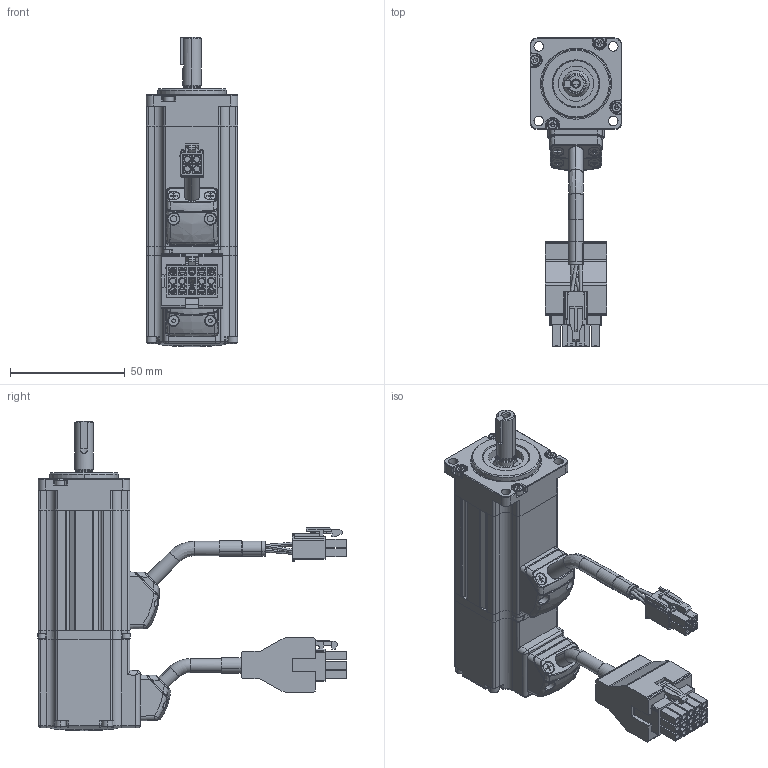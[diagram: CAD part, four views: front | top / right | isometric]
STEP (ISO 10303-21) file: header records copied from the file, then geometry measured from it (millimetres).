
FILE_DESCRIPTION (( 'STEP AP203' ), '1' );
FILE_NAME ('SM0402AE2-KCD-NNV15(-A).STEP', '2014-12-17T01:34:32', ( '' ), ( '' ), 'SwSTEP 2.0', 'SolidWorks 2007', '' );
FILE_SCHEMA (( 'CONFIG_CONTROL_DESIGN' ));
Length unit declared in the file: millimetre
Products named in the file (1): SM0402AE2-KCD-NNV15(-A)
Bounding box: 40 x 134.73 x 135 mm (x, y, z)
Surface area: 41444.8 mm2 (no closed solid volume)
Topology: 0 solids, 48 shells, 1098 faces, 3339 edges, 2234 vertices
Faces by surface type: plane 542, cylinder 315, cone 92, bspline 75, torus 56, sphere 18
Entity records: 41110 total; most frequent: CARTESIAN_POINT 11618, DIRECTION 6128, ORIENTED_EDGE 5714, EDGE_CURVE 3315, VERTEX_POINT 2234, LINE 2082, VECTOR 2082, AXIS2_PLACEMENT_3D 2023
